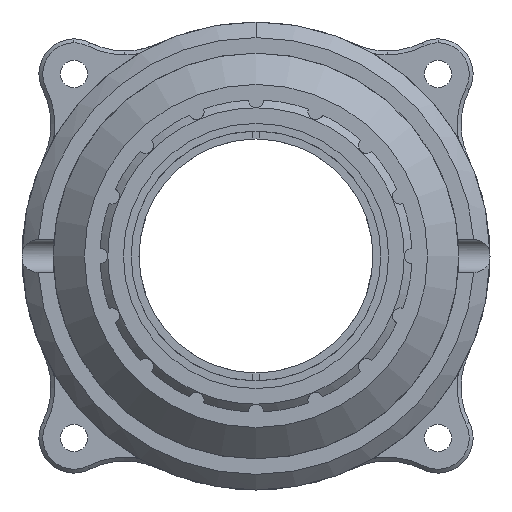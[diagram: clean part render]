
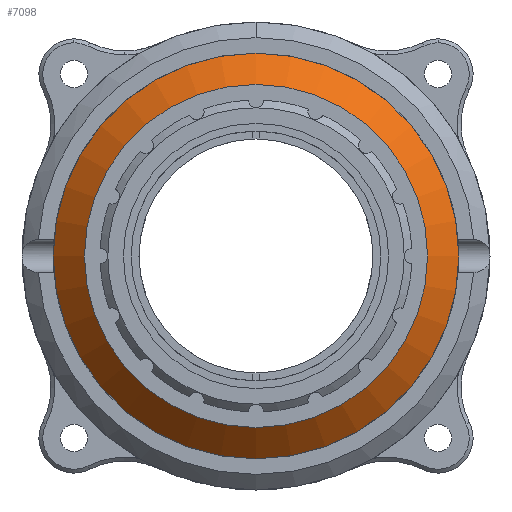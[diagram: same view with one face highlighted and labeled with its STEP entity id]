
A CAD part, front view. The second image highlights one B-rep face of the part: STEP entity #7098.
In plain terms, the highlighted conical face has half-angle 45 degrees and reference radius 22 mm.
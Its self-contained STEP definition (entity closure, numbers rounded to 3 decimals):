
#580=CARTESIAN_POINT('',(-80.,-16.,26.));
#581=VERTEX_POINT('',#580);
#588=CARTESIAN_POINT('',(-80.,-16.,-26.));
#589=VERTEX_POINT('',#588);
#590=CARTESIAN_POINT('',(-80.,-16.,-0.));
#591=DIRECTION('',(-0.,1.,-0.));
#592=DIRECTION('',(0.,0.,-1.));
#593=AXIS2_PLACEMENT_3D('',#590,#591,#592);
#594=CIRCLE('',#593,26.);
#595=EDGE_CURVE('',#581,#589,#594,.T.);
#597=CARTESIAN_POINT('',(-80.,-16.,-0.));
#598=DIRECTION('',(-0.,1.,-0.));
#599=DIRECTION('',(0.,0.,-1.));
#600=AXIS2_PLACEMENT_3D('',#597,#598,#599);
#601=CIRCLE('',#600,26.);
#602=EDGE_CURVE('',#589,#581,#601,.T.);
#6986=CARTESIAN_POINT('',(-80.,-20.,-22.));
#6987=VERTEX_POINT('',#6986);
#6988=CARTESIAN_POINT('',(-80.,-20.,22.));
#6989=VERTEX_POINT('',#6988);
#6990=CARTESIAN_POINT('',(-80.,-20.,-0.));
#6991=DIRECTION('',(0.,-1.,0.));
#6992=DIRECTION('',(0.,0.,-1.));
#6993=AXIS2_PLACEMENT_3D('',#6990,#6991,#6992);
#6994=CIRCLE('',#6993,22.);
#6995=EDGE_CURVE('',#6987,#6989,#6994,.T.);
#6997=CARTESIAN_POINT('',(-80.,-20.,-0.));
#6998=DIRECTION('',(0.,-1.,0.));
#6999=DIRECTION('',(0.,0.,-1.));
#7000=AXIS2_PLACEMENT_3D('',#6997,#6998,#6999);
#7001=CIRCLE('',#7000,22.);
#7002=EDGE_CURVE('',#6989,#6987,#7001,.T.);
#7080=CARTESIAN_POINT('',(-80.,-20.,-0.));
#7081=DIRECTION('',(0.,1.,0.));
#7082=DIRECTION('',(0.,-0.,1.));
#7083=AXIS2_PLACEMENT_3D('',#7080,#7081,#7082);
#7084=CONICAL_SURFACE('',#7083,22.,45.);
#7085=CARTESIAN_POINT('',(-80.,-16.,26.));
#7086=DIRECTION('',(-0.,-0.707,-0.707));
#7087=VECTOR('',#7086,5.657);
#7088=LINE('',#7085,#7087);
#7089=EDGE_CURVE('',#581,#6989,#7088,.T.);
#7090=ORIENTED_EDGE('',*,*,#7089,.T.);
#7091=ORIENTED_EDGE('',*,*,#6995,.F.);
#7092=ORIENTED_EDGE('',*,*,#7002,.F.);
#7093=ORIENTED_EDGE('',*,*,#7089,.F.);
#7094=ORIENTED_EDGE('',*,*,#602,.F.);
#7095=ORIENTED_EDGE('',*,*,#595,.F.);
#7096=EDGE_LOOP('',(#7090,#7091,#7092,#7093,#7094,#7095));
#7097=FACE_BOUND('',#7096,.T.);
#7098=ADVANCED_FACE('',(#7097),#7084,.T.);
